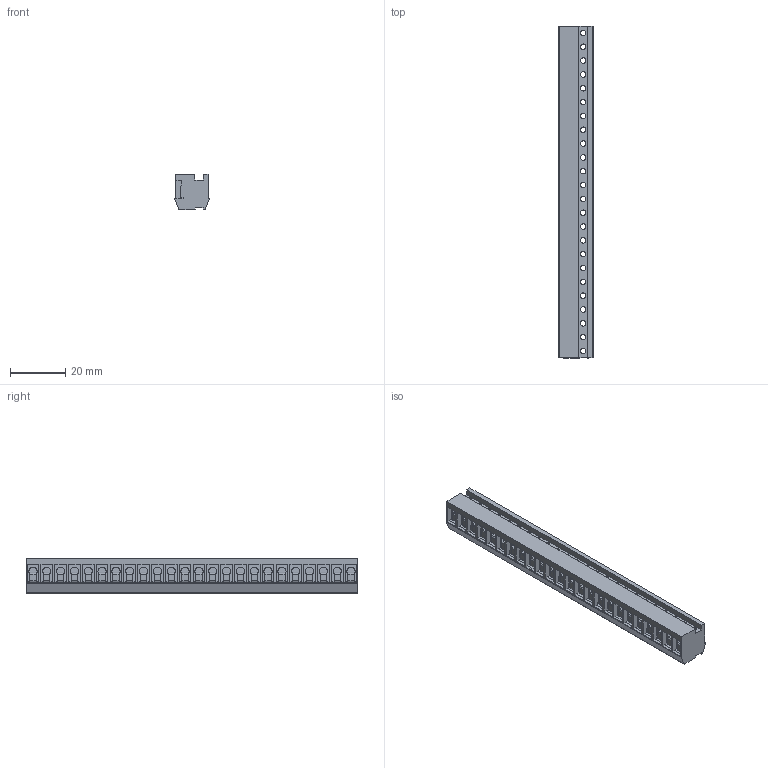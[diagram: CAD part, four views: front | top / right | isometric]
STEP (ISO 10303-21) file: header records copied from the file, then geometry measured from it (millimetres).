
FILE_DESCRIPTION((''),'2;1');
FILE_NAME('TL223T-XXP-XS','2024-12-09T09:33:58',('sheji'),(''),'CREO PARAMETRIC BY PTC INC, 2018100','CREO PARAMETRIC BY PTC INC, 2018100','');
FILE_SCHEMA(('CONFIG_CONTROL_DESIGN'));
Length unit declared in the file: millimetre
Products named in the file (1): TL223T-XXP-XS
Bounding box: 12.4 x 120 x 12.8 mm (x, y, z)
Volume: 14203.8 mm3; surface area: 10656 mm2
Topology: 1 solids, 1 shells, 838 faces, 2604 edges, 1720 vertices
Faces by surface type: plane 596, cylinder 242
Entity records: 29286 total; most frequent: CARTESIAN_POINT 5306, ORIENTED_EDGE 5208, DIRECTION 4860, EDGE_CURVE 2604, VECTOR 1928, LINE 1928, VERTEX_POINT 1720, AXIS2_PLACEMENT_3D 1466
